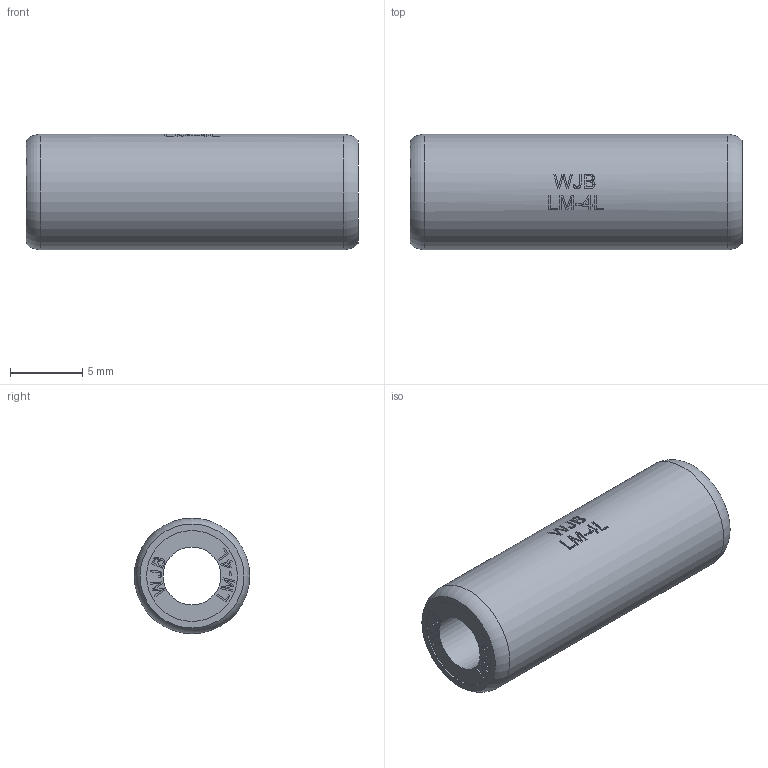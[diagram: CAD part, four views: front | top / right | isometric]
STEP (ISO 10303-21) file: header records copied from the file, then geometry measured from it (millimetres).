
FILE_DESCRIPTION(/* description */ (''),/* implementation_level */ '2;1');
FILE_NAME(/* name */ 'WJB-LM4L.stp',/* time_stamp */ '2018-09-04T23:13:00+08:00',/* author */ (''),/* organization */ (''),/* preprocessor_version */ 'ST-DEVELOPER v11',/* originating_system */ 'SIEMENS UGS NX 6.0',/* authorisation */ '');
FILE_SCHEMA (('CONFIG_CONTROL_DESIGN'));
Length unit declared in the file: millimetre
Products named in the file (1): ROCKED92je6m
Bounding box: 23 x 8 x 8 mm (x, y, z)
Volume: 856.5 mm3; surface area: 937.8 mm2
Topology: 1 solids, 1 shells, 259 faces, 671 edges, 449 vertices
Faces by surface type: plane 188, extrusion 54, cylinder 15, torus 2
Full cylindrical faces by diameter (mm): 4 x1, 6.3 x2, 8 x1
Entity records: 9250 total; most frequent: CARTESIAN_POINT 3186, ORIENTED_EDGE 1328, DIRECTION 986, EDGE_CURVE 664, VERTEX_POINT 448, VECTOR 430, LINE 376, EDGE_LOOP 302
